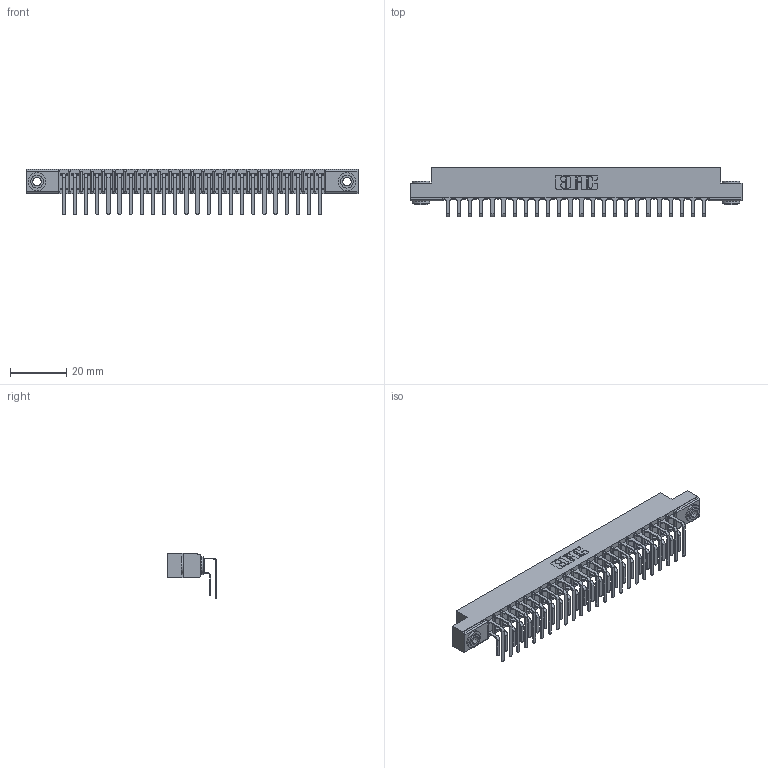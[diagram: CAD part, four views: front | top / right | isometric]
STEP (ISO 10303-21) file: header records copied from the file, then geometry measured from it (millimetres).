
FILE_DESCRIPTION (( 'STEP AP203' ), '1' );
FILE_NAME ('357-024-459-103.STEP', '2020-10-01T13:22:31', ( '' ), ( '' ), 'SwSTEP 2.0', 'SolidWorks 2020', '' );
FILE_SCHEMA (( 'CONFIG_CONTROL_DESIGN' ));
Length unit declared in the file: inch
Products named in the file (5): 345-250-002_345-250-002-102; 307-290-001_558 559 - 1 (Single); 357-024-459-103; 307 Part_.156 Dia Mounting Holes; 307-290-001_559 - 2 (Single)
Assembly tree (51 placements, depth 2):
  357-024-459-103
    307 Part_.156 Dia Mounting Holes
    307-290-001_558 559 - 1 (Single)  x24
    307-290-001_559 - 2 (Single)  x24
    345-250-002_345-250-002-102  x2
Bounding box: 118.11 x 17.69 x 16.08 mm (x, y, z)
Volume: 7939.5 mm3; surface area: 15572.6 mm2
Topology: 51 solids, 51 shells, 2595 faces, 7251 edges, 4698 vertices
Faces by surface type: plane 1678, cylinder 859, sphere 50, cone 8
Entity records: 26074 total; most frequent: CARTESIAN_POINT 4255, ORIENTED_EDGE 4206, DIRECTION 4189, EDGE_CURVE 2103, VECTOR 1597, LINE 1597, VERTEX_POINT 1362, AXIS2_PLACEMENT_3D 1296
